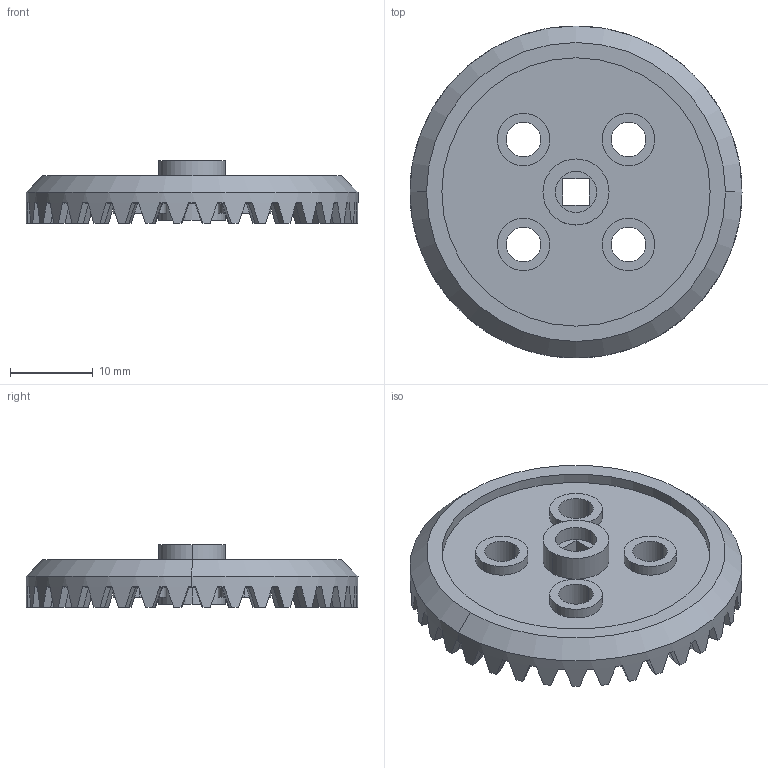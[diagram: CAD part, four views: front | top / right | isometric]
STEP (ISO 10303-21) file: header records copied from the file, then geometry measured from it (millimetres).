
FILE_DESCRIPTION (( 'STEP AP214' ), '1' );
FILE_NAME ('228-2500-218.STEP', '2014-03-06T19:35:22', ( '' ), ( '' ), 'SwSTEP 2.0', 'SolidWorks 2013', '' );
FILE_SCHEMA (( 'AUTOMOTIVE_DESIGN' ));
Length unit declared in the file: millimetre
Products named in the file (1): 228-2500-218
Bounding box: 40.21 x 40.21 x 7.59 mm (x, y, z)
Volume: 3414.6 mm3; surface area: 4027.4 mm2
Topology: 1 solids, 1 shells, 311 faces, 814 edges, 518 vertices
Faces by surface type: plane 271, cylinder 38, cone 2
Entity records: 9456 total; most frequent: CARTESIAN_POINT 2304, ORIENTED_EDGE 1628, DIRECTION 1364, EDGE_CURVE 814, VERTEX_POINT 518, AXIS2_PLACEMENT_3D 458, LINE 448, VECTOR 448
